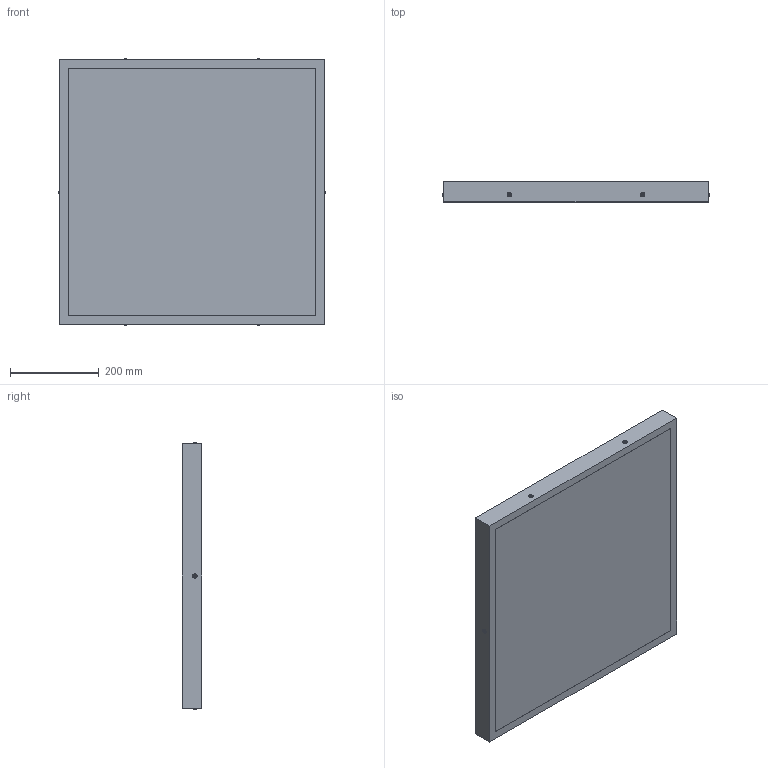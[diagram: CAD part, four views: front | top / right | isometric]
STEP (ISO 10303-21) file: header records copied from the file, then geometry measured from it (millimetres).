
FILE_DESCRIPTION (( 'STEP AP214' ), '1' );
FILE_NAME ('LDVO3-404065-54-OP-K01 Ñâåòîäèîäíàÿ ïàíåëü ÄÂÎ 404065-54-OÐ,ìåä,595õ595õ40,40Âò,6500Ê,IP54 IEK.STEP', '2017-08-16T11:24:48', ( '' ), ( '' ), 'SwSTEP 2.0', 'SolidWorks 2014', '' );
FILE_SCHEMA (( 'AUTOMOTIVE_DESIGN' ));
Length unit declared in the file: millimetre
Products named in the file (1): LDVO3-404065-54-OP-K01 Ñâåòîäèîäíàÿ ïàíåëü ÄÂÎ 404065-54-OÐ,ìåä,595õ595õ40,40Âò,6500Ê,IP54 IEK
Bounding box: 599.93 x 45 x 599.93 mm (x, y, z)
Volume: 10620917.4 mm3; surface area: 1558580.1 mm2
Topology: 3 solids, 3 shells, 93 faces, 192 edges, 124 vertices
Faces by surface type: plane 41, cylinder 28, sphere 24
Entity records: 2546 total; most frequent: DIRECTION 464, CARTESIAN_POINT 458, ORIENTED_EDGE 384, AXIS2_PLACEMENT_3D 194, EDGE_CURVE 192, VERTEX_POINT 124, EDGE_LOOP 114, CIRCLE 100
